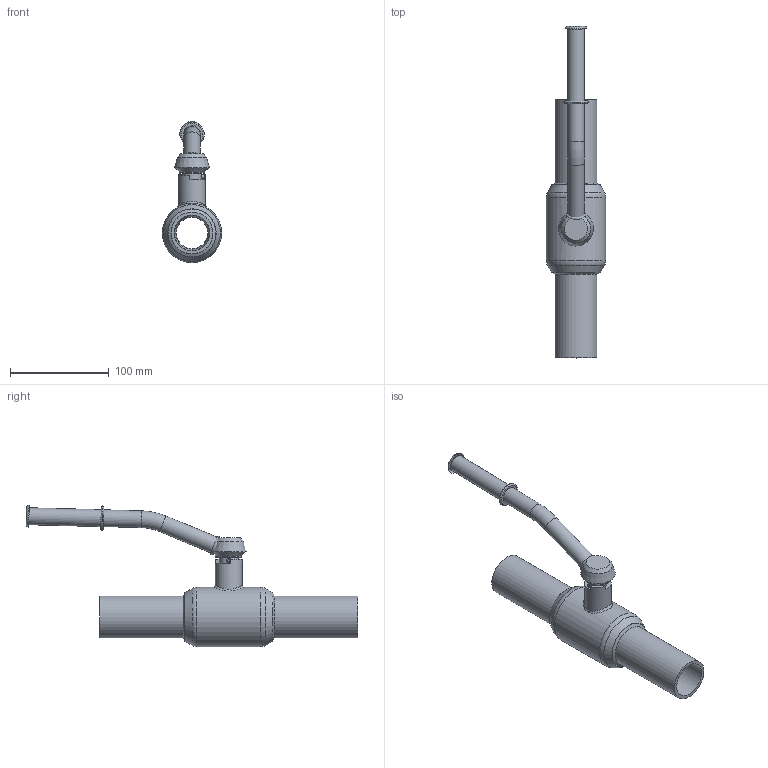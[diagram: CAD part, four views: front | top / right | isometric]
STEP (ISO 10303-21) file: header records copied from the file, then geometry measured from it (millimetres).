
FILE_DESCRIPTION(('TFLEX Exchange Step'),'2;1');
FILE_NAME('065N0115GR1 - Кран шаровой Premium DN32.stp', '2023-09-11T12:25:52+03:00',('RUCO3277'),('Unknown organisation'),'TFLEX Exchange 2022.1','T-FLEX CAD','Unknown authorisation');
FILE_SCHEMA( ('AUTOMOTIVE_DESIGN { 1 0 10303 214 1 1 1 1 }') );
Length unit declared in the file: millimetre
Products named in the file (1): Nodes
Bounding box: 60 x 335.44 x 142.92 mm (x, y, z)
Volume: 206278.4 mm3; surface area: 134520 mm2
Topology: 15 solids, 15 shells, 147 faces, 317 edges, 197 vertices
Faces by surface type: plane 42, cylinder 37, torus 36, cone 23, bspline 9
Full cylindrical faces by diameter (mm): 4 x2, 4.1 x2, 11.4 x2, 12 x2, 12.1 x1, 12.6 x2, 14 x4, 15 x1, 17 x2, 17.2 x1, 19 x1, 26 x1, 27 x1, 27.4 x1, 31.8 x2, 35.9 x2, 35.95 x2, 38.2 x2, 42.3 x2, 53 x1, 60 x1
Entity records: 6566 total; most frequent: CARTESIAN_POINT 3222, DIRECTION 755, ORIENTED_EDGE 612, AXIS2_PLACEMENT_3D 335, EDGE_CURVE 306, VERTEX_POINT 197, CIRCLE 192, EDGE_LOOP 185
